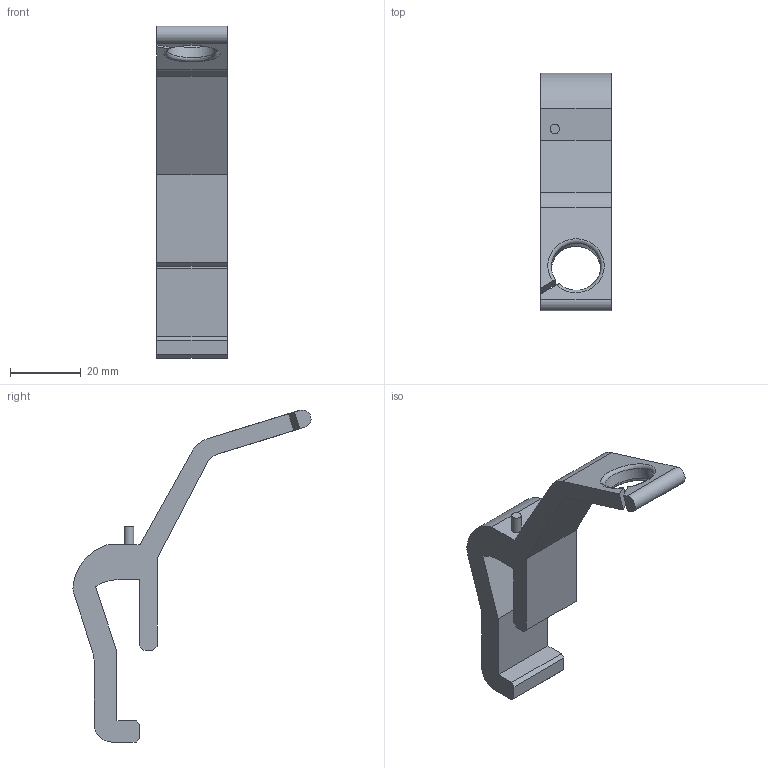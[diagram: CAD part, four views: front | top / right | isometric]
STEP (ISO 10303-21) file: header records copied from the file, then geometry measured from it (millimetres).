
FILE_DESCRIPTION(/* description */ (''),/* implementation_level */ '2;1');
FILE_NAME(/* name */ 'STL''s/spol holder by Program FreakHD/Prusa_I3_Adjustable_Spool_Holder/Spool Holder STEP Files/Spool_Holder_Filament_Guide.step',/* time_stamp */ '2022-09-22T11:10:00+02:00',/* author */ (''),/* organization */ (''),/* preprocessor_version */ 'ST-DEVELOPER v19',/* originating_system */ 'Autodesk Translation Framework v11.7.0.108',/* authorisation */ '');
FILE_SCHEMA (('AUTOMOTIVE_DESIGN { 1 0 10303 214 3 1 1 }'));
Length unit declared in the file: millimetre
Products named in the file (1): Spool_Holder_Filament_Guide
Bounding box: 20 x 67.5 x 94.15 mm (x, y, z)
Volume: 18731.1 mm3; surface area: 8407.8 mm2
Topology: 1 solids, 1 shells, 42 faces, 117 edges, 78 vertices
Faces by surface type: plane 30, cylinder 9, bspline 2, torus 1
Full cylindrical faces by diameter (mm): 2.7 x1
Entity records: 1471 total; most frequent: CARTESIAN_POINT 346, ORIENTED_EDGE 234, DIRECTION 218, EDGE_CURVE 117, LINE 90, VECTOR 90, VERTEX_POINT 78, AXIS2_PLACEMENT_3D 64
